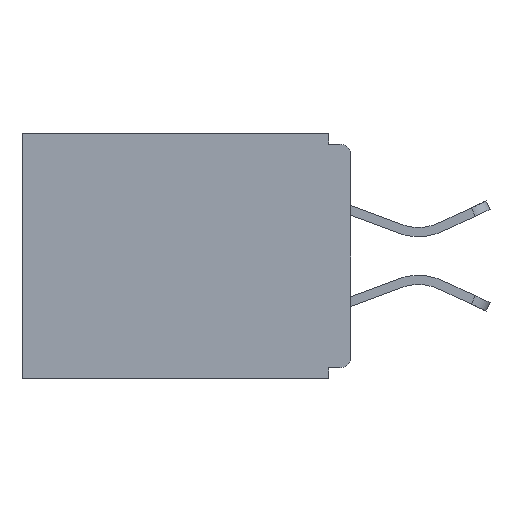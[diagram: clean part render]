
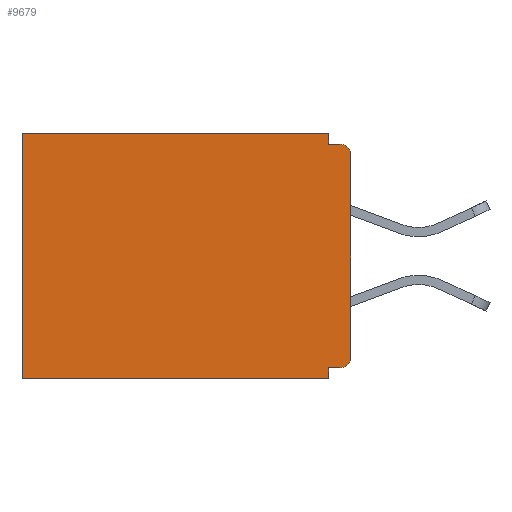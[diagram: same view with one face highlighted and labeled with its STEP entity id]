
A CAD part, left-side view. The second image highlights one B-rep face of the part: STEP entity #9679.
In plain terms, the highlighted planar face has unit normal (-1, 0, 0).
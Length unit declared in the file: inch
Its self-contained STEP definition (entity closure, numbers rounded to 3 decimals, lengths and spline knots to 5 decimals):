
#161 = CARTESIAN_POINT ( 'NONE',  ( 0.298, 0.031, -0.343 ) ) ;
#416 = ORIENTED_EDGE ( 'NONE', *, *, #8228, .T. ) ;
#430 = LINE ( 'NONE', #1457, #7430 ) ;
#490 = ORIENTED_EDGE ( 'NONE', *, *, #6561, .F. ) ;
#980 = ORIENTED_EDGE ( 'NONE', *, *, #3182, .T. ) ;
#1281 = CARTESIAN_POINT ( 'NONE',  ( 0.298, 0.46, -0.343 ) ) ;
#1375 = DIRECTION ( 'NONE',  ( 0., 0., -1. ) ) ;
#1457 = CARTESIAN_POINT ( 'NONE',  ( 0.298, 0.031, -0.343 ) ) ;
#1670 = AXIS2_PLACEMENT_3D ( 'NONE', #8079, #8980, #4496 ) ;
#1713 = DIRECTION ( 'NONE',  ( 0., 1., 0. ) ) ;
#1859 = EDGE_CURVE ( 'NONE', #6824, #7488, #8162, .T. ) ;
#1991 = CARTESIAN_POINT ( 'NONE',  ( 0.298, 0.031, -0.015 ) ) ;
#2025 = VECTOR ( 'NONE', #1713, 39.37008 ) ;
#2213 = FACE_OUTER_BOUND ( 'NONE', #4973, .T. ) ;
#2303 = LINE ( 'NONE', #10942, #9815 ) ;
#2327 = VECTOR ( 'NONE', #7904, 39.37008 ) ;
#2359 = PLANE ( 'NONE',  #4753 ) ;
#2682 = AXIS2_PLACEMENT_3D ( 'NONE', #11598, #8841, #9833 ) ;
#2724 = VERTEX_POINT ( 'NONE', #7795 ) ;
#3182 = EDGE_CURVE ( 'NONE', #10056, #5574, #8582, .T. ) ;
#3249 = ORIENTED_EDGE ( 'NONE', *, *, #7540, .F. ) ;
#3261 = DIRECTION ( 'NONE',  ( 1., 0., 0. ) ) ;
#3296 = DIRECTION ( 'NONE',  ( 0., 0., -1. ) ) ;
#3921 = VERTEX_POINT ( 'NONE', #7045 ) ;
#3981 = LINE ( 'NONE', #4811, #4390 ) ;
#4041 = EDGE_CURVE ( 'NONE', #8787, #9105, #5567, .T. ) ;
#4089 = EDGE_CURVE ( 'NONE', #2724, #6824, #5717, .T. ) ;
#4136 = VECTOR ( 'NONE', #5432, 39.37008 ) ;
#4158 = DIRECTION ( 'NONE',  ( 0., 0., -1. ) ) ;
#4304 = VERTEX_POINT ( 'NONE', #7864 ) ;
#4390 = VECTOR ( 'NONE', #5693, 39.37008 ) ;
#4477 = CARTESIAN_POINT ( 'NONE',  ( 0.298, 0.031, -0.343 ) ) ;
#4496 = DIRECTION ( 'NONE',  ( 0., 0., -1. ) ) ;
#4605 = CARTESIAN_POINT ( 'NONE',  ( 0.298, 0.015, -0.328 ) ) ;
#4753 = AXIS2_PLACEMENT_3D ( 'NONE', #8728, #3261, #3296 ) ;
#4811 = CARTESIAN_POINT ( 'NONE',  ( 0.298, 0., -0.328 ) ) ;
#4973 = EDGE_LOOP ( 'NONE', ( #416, #6777, #490, #6997, #5578, #8210, #5603, #3249, #980, #11036 ) ) ;
#5077 = EDGE_CURVE ( 'NONE', #3921, #5574, #6160, .T. ) ;
#5135 = CARTESIAN_POINT ( 'NONE',  ( 0.298, 0., -0.343 ) ) ;
#5352 = CARTESIAN_POINT ( 'NONE',  ( 0.298, 0., -0.313 ) ) ;
#5432 = DIRECTION ( 'NONE',  ( 0., 0., -1. ) ) ;
#5525 = CARTESIAN_POINT ( 'NONE',  ( 0.298, 0.46, 0. ) ) ;
#5567 = LINE ( 'NONE', #7265, #2025 ) ;
#5574 = VERTEX_POINT ( 'NONE', #5352 ) ;
#5578 = ORIENTED_EDGE ( 'NONE', *, *, #11490, .T. ) ;
#5603 = ORIENTED_EDGE ( 'NONE', *, *, #4089, .F. ) ;
#5693 = DIRECTION ( 'NONE',  ( 0., 1., 0. ) ) ;
#5717 = LINE ( 'NONE', #4477, #4136 ) ;
#6096 = EDGE_CURVE ( 'NONE', #7830, #4304, #2303, .T. ) ;
#6160 = LINE ( 'NONE', #9586, #10416 ) ;
#6182 = CARTESIAN_POINT ( 'NONE',  ( 0.298, 0.46, 0. ) ) ;
#6222 = VECTOR ( 'NONE', #6486, 39.37008 ) ;
#6486 = DIRECTION ( 'NONE',  ( 0., 0., -1. ) ) ;
#6561 = EDGE_CURVE ( 'NONE', #8787, #7830, #430, .T. ) ;
#6777 = ORIENTED_EDGE ( 'NONE', *, *, #6096, .F. ) ;
#6824 = VERTEX_POINT ( 'NONE', #161 ) ;
#6997 = ORIENTED_EDGE ( 'NONE', *, *, #4041, .T. ) ;
#7045 = CARTESIAN_POINT ( 'NONE',  ( 0.298, 0., -0.03 ) ) ;
#7265 = CARTESIAN_POINT ( 'NONE',  ( 0.298, 0., 0. ) ) ;
#7430 = VECTOR ( 'NONE', #1375, 39.37008 ) ;
#7488 = VERTEX_POINT ( 'NONE', #1281 ) ;
#7501 = CARTESIAN_POINT ( 'NONE',  ( 0.298, 0.031, 0. ) ) ;
#7540 = EDGE_CURVE ( 'NONE', #10056, #2724, #3981, .T. ) ;
#7795 = CARTESIAN_POINT ( 'NONE',  ( 0.298, 0.031, -0.328 ) ) ;
#7811 = CIRCLE ( 'NONE', #2682, 0.015 ) ;
#7830 = VERTEX_POINT ( 'NONE', #1991 ) ;
#7864 = CARTESIAN_POINT ( 'NONE',  ( 0.298, 0.015, -0.015 ) ) ;
#7904 = DIRECTION ( 'NONE',  ( 0., 1., 0. ) ) ;
#8079 = CARTESIAN_POINT ( 'NONE',  ( 0.298, 0.015, -0.313 ) ) ;
#8162 = LINE ( 'NONE', #5135, #2327 ) ;
#8210 = ORIENTED_EDGE ( 'NONE', *, *, #1859, .F. ) ;
#8228 = EDGE_CURVE ( 'NONE', #3921, #4304, #7811, .T. ) ;
#8367 = LINE ( 'NONE', #5525, #6222 ) ;
#8582 = CIRCLE ( 'NONE', #1670, 0.015 ) ;
#8728 = CARTESIAN_POINT ( 'NONE',  ( 0.298, 0., 0. ) ) ;
#8787 = VERTEX_POINT ( 'NONE', #7501 ) ;
#8841 = DIRECTION ( 'NONE',  ( -1., 0., 0. ) ) ;
#8980 = DIRECTION ( 'NONE',  ( -1., 0., 0. ) ) ;
#9105 = VERTEX_POINT ( 'NONE', #6182 ) ;
#9586 = CARTESIAN_POINT ( 'NONE',  ( 0.298, 0., 0. ) ) ;
#9679 = ADVANCED_FACE ( 'NONE', ( #2213 ), #2359, .F. ) ;
#9815 = VECTOR ( 'NONE', #10817, 39.37008 ) ;
#9833 = DIRECTION ( 'NONE',  ( 0., 0., -1. ) ) ;
#10056 = VERTEX_POINT ( 'NONE', #4605 ) ;
#10416 = VECTOR ( 'NONE', #4158, 39.37008 ) ;
#10817 = DIRECTION ( 'NONE',  ( 0., -1., 0. ) ) ;
#10942 = CARTESIAN_POINT ( 'NONE',  ( 0.298, 0., -0.015 ) ) ;
#11036 = ORIENTED_EDGE ( 'NONE', *, *, #5077, .F. ) ;
#11490 = EDGE_CURVE ( 'NONE', #9105, #7488, #8367, .T. ) ;
#11598 = CARTESIAN_POINT ( 'NONE',  ( 0.298, 0.015, -0.03 ) ) ;
